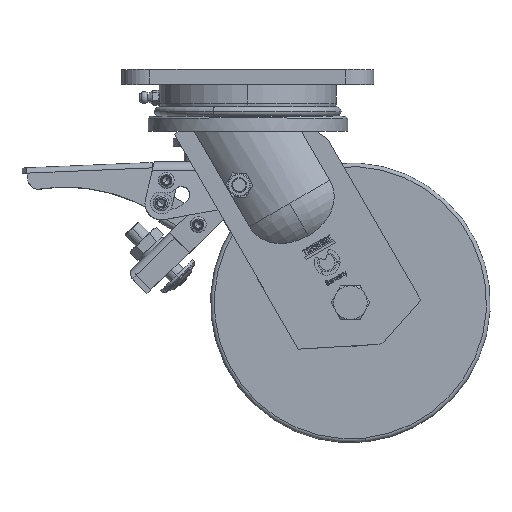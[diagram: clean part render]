
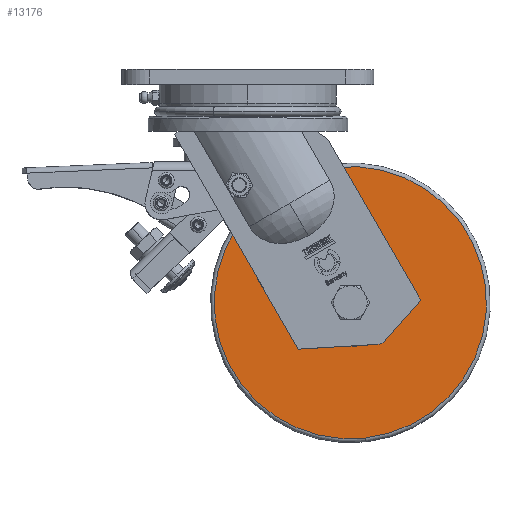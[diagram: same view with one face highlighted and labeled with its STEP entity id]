
A CAD part, top view. The second image highlights one B-rep face of the part: STEP entity #13176.
In plain terms, the highlighted planar face has unit normal (0, 0, 1).
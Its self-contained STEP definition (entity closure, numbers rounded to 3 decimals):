
#1997 = DIRECTION ( 'NONE',  ( -0.112, 0.994, 0. ) ) ;
#3132 = AXIS2_PLACEMENT_3D ( 'NONE', #35212, #4803, #40343 ) ;
#4177 = VERTEX_POINT ( 'NONE', #21934 ) ;
#4803 = DIRECTION ( 'NONE',  ( 0., 0., 1. ) ) ;
#8415 = CARTESIAN_POINT ( 'NONE',  ( -85.694, -125., 30. ) ) ;
#12014 = DIRECTION ( 'NONE',  ( 0., 0., -1. ) ) ;
#13176 = ADVANCED_FACE ( 'NONE', ( #25352, #50767 ), #53934, .F. ) ;
#13508 = DIRECTION ( 'NONE',  ( -0.112, 0.994, 0. ) ) ;
#13601 = EDGE_LOOP ( 'NONE', ( #58800, #20781 ) ) ;
#14249 = EDGE_CURVE ( 'NONE', #4177, #36317, #36079, .T. ) ;
#16122 = AXIS2_PLACEMENT_3D ( 'NONE', #42428, #12014, #47532 ) ;
#17297 = AXIS2_PLACEMENT_3D ( 'NONE', #8415, #43943, #13508 ) ;
#18809 = ORIENTED_EDGE ( 'NONE', *, *, #14249, .T. ) ;
#20520 = AXIS2_PLACEMENT_3D ( 'NONE', #62784, #32374, #1997 ) ;
#20781 = ORIENTED_EDGE ( 'NONE', *, *, #28587, .T. ) ;
#21934 = CARTESIAN_POINT ( 'NONE',  ( -83.055, -148.351, 30. ) ) ;
#22779 = CARTESIAN_POINT ( 'NONE',  ( -93.892, -52.462, 30. ) ) ;
#24475 = DIRECTION ( 'NONE',  ( 0., 0., -1. ) ) ;
#25352 = FACE_BOUND ( 'NONE', #36536, .T. ) ;
#25385 = CIRCLE ( 'NONE', #20520, 73. ) ;
#28587 = EDGE_CURVE ( 'NONE', #36903, #40898, #25385, .T. ) ;
#30301 = CARTESIAN_POINT ( 'NONE',  ( -88.333, -101.649, 30. ) ) ;
#32089 = CIRCLE ( 'NONE', #3132, 73. ) ;
#32374 = DIRECTION ( 'NONE',  ( 0., 0., 1. ) ) ;
#33144 = CIRCLE ( 'NONE', #16122, 23.5 ) ;
#35212 = CARTESIAN_POINT ( 'NONE',  ( -85.694, -125., 30. ) ) ;
#36079 = CIRCLE ( 'NONE', #42568, 23.5 ) ;
#36317 = VERTEX_POINT ( 'NONE', #30301 ) ;
#36326 = CARTESIAN_POINT ( 'NONE',  ( -77.496, -197.538, 30. ) ) ;
#36536 = EDGE_LOOP ( 'NONE', ( #62471, #18809 ) ) ;
#36903 = VERTEX_POINT ( 'NONE', #36326 ) ;
#40343 = DIRECTION ( 'NONE',  ( -0.112, 0.994, 0. ) ) ;
#40898 = VERTEX_POINT ( 'NONE', #22779 ) ;
#42428 = CARTESIAN_POINT ( 'NONE',  ( -85.694, -125., 30. ) ) ;
#42568 = AXIS2_PLACEMENT_3D ( 'NONE', #54886, #24475, #59973 ) ;
#43943 = DIRECTION ( 'NONE',  ( 0., 0., -1. ) ) ;
#47532 = DIRECTION ( 'NONE',  ( -0.112, 0.994, 0. ) ) ;
#50767 = FACE_OUTER_BOUND ( 'NONE', #13601, .T. ) ;
#53075 = EDGE_CURVE ( 'NONE', #36317, #4177, #33144, .T. ) ;
#53934 = PLANE ( 'NONE',  #17297 ) ;
#54886 = CARTESIAN_POINT ( 'NONE',  ( -85.694, -125., 30. ) ) ;
#58800 = ORIENTED_EDGE ( 'NONE', *, *, #59942, .T. ) ;
#59942 = EDGE_CURVE ( 'NONE', #40898, #36903, #32089, .T. ) ;
#59973 = DIRECTION ( 'NONE',  ( -0.112, 0.994, 0. ) ) ;
#62471 = ORIENTED_EDGE ( 'NONE', *, *, #53075, .T. ) ;
#62784 = CARTESIAN_POINT ( 'NONE',  ( -85.694, -125., 30. ) ) ;
